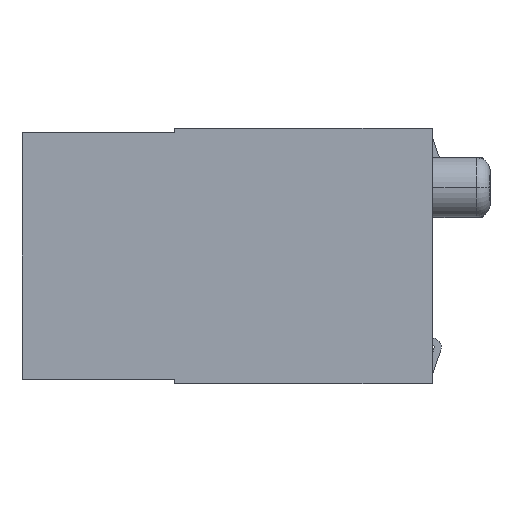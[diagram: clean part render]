
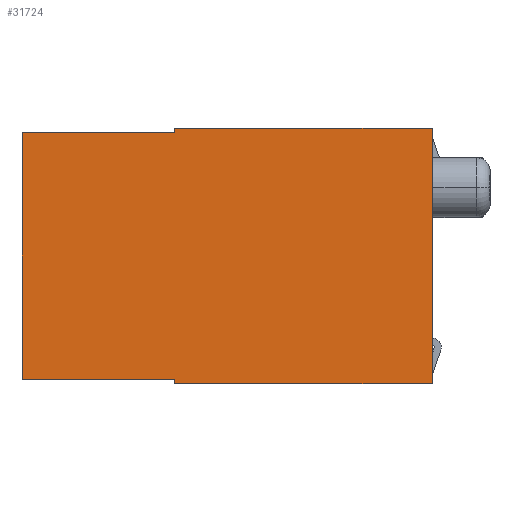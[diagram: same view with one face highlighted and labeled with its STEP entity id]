
A CAD part, left-side view. The second image highlights one B-rep face of the part: STEP entity #31724.
In plain terms, the highlighted planar face has unit normal (-1, 0, 0).
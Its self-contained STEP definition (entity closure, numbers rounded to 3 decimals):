
#1=DIRECTION('',(0.,0.,-1.));
#2=VECTOR('',#1,5.6);
#3=CARTESIAN_POINT('',(-15.,0.,2.8));
#4=LINE('',#3,#2);
#5=DIRECTION('',(0.,1.,0.));
#6=VECTOR('',#5,5.65);
#7=CARTESIAN_POINT('',(-15.,0.,-2.8));
#8=LINE('',#7,#6);
#9=DIRECTION('',(0.,0.,1.));
#10=VECTOR('',#9,0.1);
#11=CARTESIAN_POINT('',(-15.,5.65,-2.8));
#12=LINE('',#11,#10);
#13=DIRECTION('',(0.,1.,0.));
#14=VECTOR('',#13,3.35);
#15=CARTESIAN_POINT('',(-15.,5.65,-2.7));
#16=LINE('',#15,#14);
#17=DIRECTION('',(0.,0.,1.));
#18=VECTOR('',#17,5.4);
#19=CARTESIAN_POINT('',(-15.,9.,-2.7));
#20=LINE('',#19,#18);
#21=DIRECTION('',(0.,-1.,0.));
#22=VECTOR('',#21,3.35);
#23=CARTESIAN_POINT('',(-15.,9.,2.7));
#24=LINE('',#23,#22);
#25=DIRECTION('',(0.,0.,1.));
#26=VECTOR('',#25,0.1);
#27=CARTESIAN_POINT('',(-15.,5.65,2.7));
#28=LINE('',#27,#26);
#29=DIRECTION('',(0.,-1.,0.));
#30=VECTOR('',#29,5.65);
#31=CARTESIAN_POINT('',(-15.,5.65,2.8));
#32=LINE('',#31,#30);
#24033=CARTESIAN_POINT('',(-15.,0.,2.8));
#24034=CARTESIAN_POINT('',(-15.,0.,-2.8));
#24035=VERTEX_POINT('',#24033);
#24036=VERTEX_POINT('',#24034);
#24037=CARTESIAN_POINT('',(-15.,5.65,-2.8));
#24038=VERTEX_POINT('',#24037);
#24039=CARTESIAN_POINT('',(-15.,5.65,-2.7));
#24040=VERTEX_POINT('',#24039);
#24041=CARTESIAN_POINT('',(-15.,9.,-2.7));
#24042=VERTEX_POINT('',#24041);
#24043=CARTESIAN_POINT('',(-15.,9.,2.7));
#24044=VERTEX_POINT('',#24043);
#24045=CARTESIAN_POINT('',(-15.,5.65,2.7));
#24046=VERTEX_POINT('',#24045);
#24047=CARTESIAN_POINT('',(-15.,5.65,2.8));
#24048=VERTEX_POINT('',#24047);
#31701=CARTESIAN_POINT('',(-15.,0.,0.));
#31702=DIRECTION('',(1.,0.,0.));
#31703=DIRECTION('',(0.,0.,-1.));
#31704=AXIS2_PLACEMENT_3D('',#31701,#31702,#31703);
#31705=PLANE('',#31704);
#31707=ORIENTED_EDGE('',*,*,#31706,.T.);
#31709=ORIENTED_EDGE('',*,*,#31708,.T.);
#31711=ORIENTED_EDGE('',*,*,#31710,.T.);
#31713=ORIENTED_EDGE('',*,*,#31712,.T.);
#31715=ORIENTED_EDGE('',*,*,#31714,.T.);
#31717=ORIENTED_EDGE('',*,*,#31716,.T.);
#31719=ORIENTED_EDGE('',*,*,#31718,.T.);
#31721=ORIENTED_EDGE('',*,*,#31720,.T.);
#31722=EDGE_LOOP('',(#31707,#31709,#31711,#31713,#31715,#31717,#31719,#31721));
#31723=FACE_OUTER_BOUND('',#31722,.F.);
#31706=EDGE_CURVE('',#24035,#24036,#4,.T.);
#31708=EDGE_CURVE('',#24036,#24038,#8,.T.);
#31710=EDGE_CURVE('',#24038,#24040,#12,.T.);
#31712=EDGE_CURVE('',#24040,#24042,#16,.T.);
#31714=EDGE_CURVE('',#24042,#24044,#20,.T.);
#31716=EDGE_CURVE('',#24044,#24046,#24,.T.);
#31718=EDGE_CURVE('',#24046,#24048,#28,.T.);
#31720=EDGE_CURVE('',#24048,#24035,#32,.T.);
#31724=ADVANCED_FACE('',(#31723),#31705,.F.);
